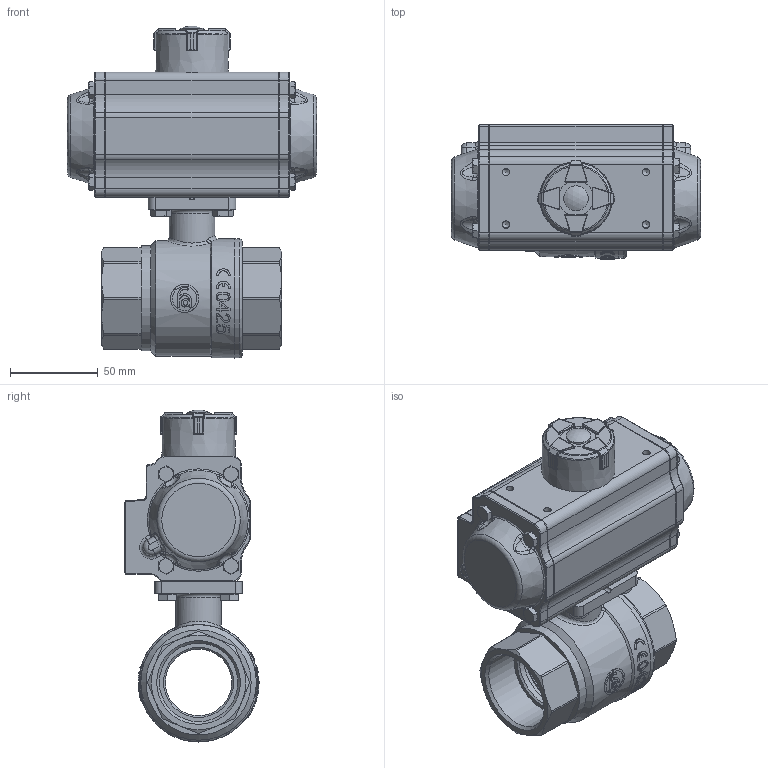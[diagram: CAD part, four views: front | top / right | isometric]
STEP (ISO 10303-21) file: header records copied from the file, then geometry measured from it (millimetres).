
FILE_DESCRIPTION(/* description */ ('Unknown'),/* implementation_level */ '2;1');
FILE_NAME(/* name */ 'DW02_FR01 0767-08',/* time_stamp */ '2022-10-17T12:07:04+02:00',/* author */ ('Unknown'),/* organization */ ('Unknown'),/* preprocessor_version */ 'ST-DEVELOPER v16.7',/* originating_system */ 'Solid Edge',/* authorisation */ 'Unknown');
FILE_SCHEMA (('AUTOMOTIVE_DESIGN {1 0 10303 214 3 1 1}'));
Length unit declared in the file: millimetre
Products named in the file (17): DW02_FR010767-08; 2.110.040_(767-08); LA0160#11040; OR0072#V43; SE0164#040; LA0161#040; OR0072#V31; LA0022#040; AT0042#36; RO0079#12; DIN 933 M6x18 A2-70 BLK_EDST; DW02_FR01_(DW20_FR15); KP-50; cup head square neck bolts grade b gb_GB_FASTENER_BOLT_CHSNBSHB M6X25
-N; ________(___________; _____________; ______
Assembly tree (24 placements, depth 3):
  DW02_FR010767-08
    2.110.040_(767-08)
      LA0160#11040
      OR0072#V43  x2
      SE0164#040  x2
      LA0161#040
      OR0072#V31  x2
      LA0022#040
      AT0042#36
      RO0079#12
    DIN 933 M6x18 A2-70 BLK_EDST  x4
    DW02_FR01_(DW20_FR15)
      KP-50
      cup head square neck bolts grade b gb_GB_FASTENER_BOLT_CHSNBSHB M6X25
-N
      ________(___________  x2
      _____________  x2
      ______
Bounding box: 142.2 x 76.5 x 189.52 mm (x, y, z)
Volume: 732468.4 mm3; surface area: 154895 mm2
Topology: 22 solids, 22 shells, 1445 faces, 3449 edges, 2100 vertices
Faces by surface type: plane 539, cylinder 412, cone 188, bspline 171, torus 122, sphere 13
Full cylindrical faces by diameter (mm): 2.1 x2, 2.672 x1, 3 x16, 3.3 x8, 4.2 x12, 5 x5, 6 x9, 6.2 x1, 7 x4, 8.8 x2, 10 x4, 11.7 x1, 12.8 x2, 13.876 x1, 13.9 x1, 14.2 x1, 15.7 x1, 15.9 x1, 15.98 x3, 16 x2, 16.1 x1, 19.5 x2, 20 x1, 20.5 x1, 22 x1, 23.5 x1, 26 x1, 27.5 x1, 38 x5, 38.5 x1
Entity records: 46737 total; most frequent: CARTESIAN_POINT 17211, DIRECTION 5504, ORIENTED_EDGE 5348, EDGE_CURVE 2674, AXIS2_PLACEMENT_3D 2211, VERTEX_POINT 1754, FACE_BOUND 1554, EDGE_LOOP 1534
